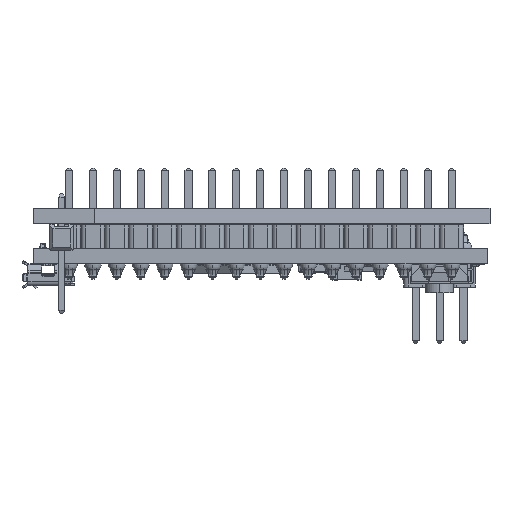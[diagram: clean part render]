
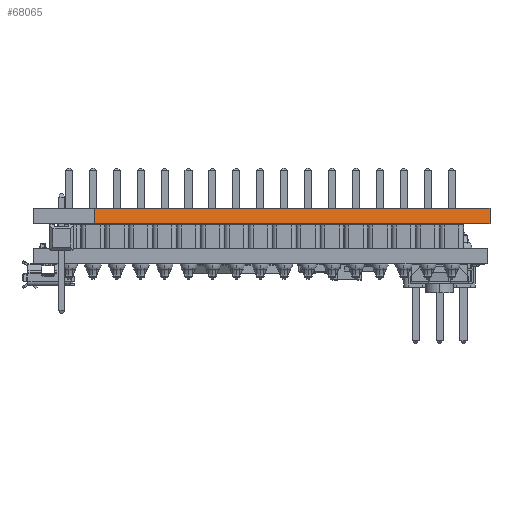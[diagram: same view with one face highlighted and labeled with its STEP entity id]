
A CAD part, left-side view. The second image highlights one B-rep face of the part: STEP entity #68065.
In plain terms, the highlighted planar face has unit normal (-0.841, -0.541, 0).
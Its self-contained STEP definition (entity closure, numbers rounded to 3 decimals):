
#4347 = LINE ( 'NONE', #263042, #18248 ) ;
#10122 = LINE ( 'NONE', #51759, #239338 ) ;
#10479 = LINE ( 'NONE', #208813, #55600 ) ;
#18248 = VECTOR ( 'NONE', #84561, 1000. ) ;
#27535 = VERTEX_POINT ( 'NONE', #245220 ) ;
#39290 = VERTEX_POINT ( 'NONE', #279603 ) ;
#51759 = CARTESIAN_POINT ( 'NONE',  ( 108., -80., 0. ) ) ;
#53522 = EDGE_CURVE ( 'NONE', #89336, #27535, #127411, .T. ) ;
#55600 = VECTOR ( 'NONE', #119472, 1000. ) ;
#60919 = EDGE_CURVE ( 'NONE', #27535, #264866, #4347, .T. ) ;
#62037 = CARTESIAN_POINT ( 'NONE',  ( 135., -122., 1.6 ) ) ;
#68065 = ADVANCED_FACE ( 'NONE', ( #178811 ), #121317, .F. ) ;
#68523 = VECTOR ( 'NONE', #113800, 1000. ) ;
#84561 = DIRECTION ( 'NONE',  ( 0., 0., 1. ) ) ;
#85944 = ORIENTED_EDGE ( 'NONE', *, *, #143107, .F. ) ;
#89336 = VERTEX_POINT ( 'NONE', #124604 ) ;
#113800 = DIRECTION ( 'NONE',  ( 0.541, -0.841, 0. ) ) ;
#119472 = DIRECTION ( 'NONE',  ( 0.541, -0.841, 0. ) ) ;
#121317 = PLANE ( 'NONE',  #279359 ) ;
#124604 = CARTESIAN_POINT ( 'NONE',  ( 108., -80., 0. ) ) ;
#127411 = LINE ( 'NONE', #218629, #68523 ) ;
#136728 = EDGE_CURVE ( 'NONE', #89336, #39290, #10122, .T. ) ;
#143107 = EDGE_CURVE ( 'NONE', #39290, #264866, #10479, .T. ) ;
#178811 = FACE_OUTER_BOUND ( 'NONE', #252732, .T. ) ;
#191169 = DIRECTION ( 'NONE',  ( 0.841, 0.541, 0. ) ) ;
#208813 = CARTESIAN_POINT ( 'NONE',  ( 108., -80., 1.6 ) ) ;
#211165 = ORIENTED_EDGE ( 'NONE', *, *, #136728, .F. ) ;
#213479 = DIRECTION ( 'NONE',  ( -0.541, 0.841, 0. ) ) ;
#218629 = CARTESIAN_POINT ( 'NONE',  ( 108., -80., 0. ) ) ;
#229353 = DIRECTION ( 'NONE',  ( 0., 0., 1. ) ) ;
#239338 = VECTOR ( 'NONE', #229353, 1000. ) ;
#245220 = CARTESIAN_POINT ( 'NONE',  ( 135., -122., 0. ) ) ;
#252732 = EDGE_LOOP ( 'NONE', ( #274377, #85944, #211165, #278844 ) ) ;
#263042 = CARTESIAN_POINT ( 'NONE',  ( 135., -122., 0. ) ) ;
#264866 = VERTEX_POINT ( 'NONE', #62037 ) ;
#274377 = ORIENTED_EDGE ( 'NONE', *, *, #60919, .T. ) ;
#277406 = CARTESIAN_POINT ( 'NONE',  ( 108., -80., 0. ) ) ;
#278844 = ORIENTED_EDGE ( 'NONE', *, *, #53522, .T. ) ;
#279359 = AXIS2_PLACEMENT_3D ( 'NONE', #277406, #191169, #213479 ) ;
#279603 = CARTESIAN_POINT ( 'NONE',  ( 108., -80., 1.6 ) ) ;
